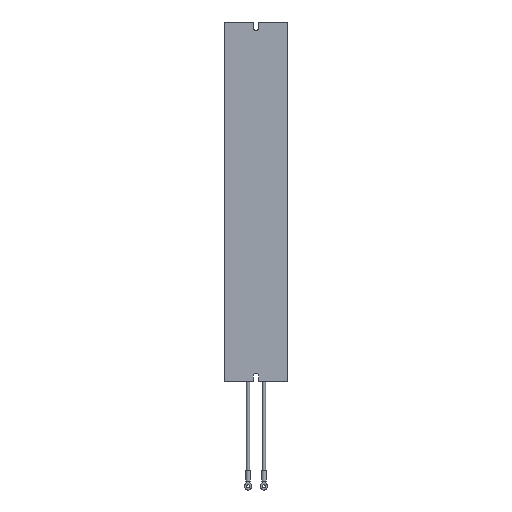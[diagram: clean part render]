
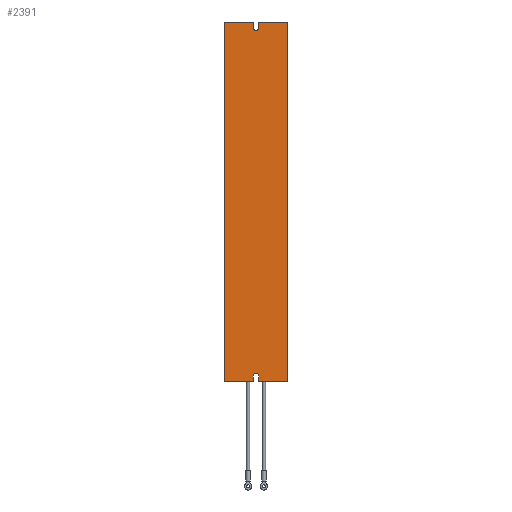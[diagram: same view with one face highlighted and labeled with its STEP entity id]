
A CAD part, front view. The second image highlights one B-rep face of the part: STEP entity #2391.
In plain terms, the highlighted planar face has unit normal (0, -1, 0).
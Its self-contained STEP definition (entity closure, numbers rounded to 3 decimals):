
#134 = LINE ( 'NONE', #1415, #4901 ) ;
#145 = CARTESIAN_POINT ( 'NONE',  ( -2.5, -15., 340. ) ) ;
#194 = CARTESIAN_POINT ( 'NONE',  ( -2.5, -15., 334.5 ) ) ;
#281 = LINE ( 'NONE', #296, #3166 ) ;
#289 = DIRECTION ( 'NONE',  ( 0., -1., 0. ) ) ;
#296 = CARTESIAN_POINT ( 'NONE',  ( -30., -15., 0. ) ) ;
#377 = AXIS2_PLACEMENT_3D ( 'NONE', #1880, #289, #3456 ) ;
#409 = VERTEX_POINT ( 'NONE', #835 ) ;
#456 = VECTOR ( 'NONE', #4509, 1000. ) ;
#481 = VERTEX_POINT ( 'NONE', #194 ) ;
#542 = EDGE_CURVE ( 'NONE', #3334, #792, #804, .T. ) ;
#564 = EDGE_CURVE ( 'NONE', #1735, #481, #134, .T. ) ;
#588 = CARTESIAN_POINT ( 'NONE',  ( 2.5, -15., 5.5 ) ) ;
#636 = ORIENTED_EDGE ( 'NONE', *, *, #1107, .F. ) ;
#649 = EDGE_CURVE ( 'NONE', #409, #1666, #1877, .T. ) ;
#792 = VERTEX_POINT ( 'NONE', #1588 ) ;
#794 = ORIENTED_EDGE ( 'NONE', *, *, #1449, .F. ) ;
#804 = LINE ( 'NONE', #4977, #4228 ) ;
#806 = ORIENTED_EDGE ( 'NONE', *, *, #649, .T. ) ;
#824 = CARTESIAN_POINT ( 'NONE',  ( 0., -15., 334.5 ) ) ;
#835 = CARTESIAN_POINT ( 'NONE',  ( -2.5, -15., 0. ) ) ;
#853 = VERTEX_POINT ( 'NONE', #4876 ) ;
#870 = DIRECTION ( 'NONE',  ( 0., 0., 1. ) ) ;
#954 = LINE ( 'NONE', #1786, #2922 ) ;
#986 = ORIENTED_EDGE ( 'NONE', *, *, #1190, .T. ) ;
#1030 = VERTEX_POINT ( 'NONE', #1484 ) ;
#1035 = CIRCLE ( 'NONE', #1829, 2.5 ) ;
#1061 = DIRECTION ( 'NONE',  ( 0., 1., 0. ) ) ;
#1074 = CARTESIAN_POINT ( 'NONE',  ( 2.5, -15., 0. ) ) ;
#1107 = EDGE_CURVE ( 'NONE', #792, #853, #2077, .T. ) ;
#1109 = DIRECTION ( 'NONE',  ( 1., 0., 0. ) ) ;
#1190 = EDGE_CURVE ( 'NONE', #1930, #1030, #2929, .T. ) ;
#1194 = DIRECTION ( 'NONE',  ( 0., 0., -1. ) ) ;
#1322 = CARTESIAN_POINT ( 'NONE',  ( -2.5, -15., 5.5 ) ) ;
#1342 = EDGE_CURVE ( 'NONE', #4174, #4140, #1390, .T. ) ;
#1390 = LINE ( 'NONE', #4401, #4989 ) ;
#1415 = CARTESIAN_POINT ( 'NONE',  ( -2.5, -15., 345.5 ) ) ;
#1449 = EDGE_CURVE ( 'NONE', #1930, #1735, #4300, .T. ) ;
#1465 = CARTESIAN_POINT ( 'NONE',  ( -30., -15., 340. ) ) ;
#1484 = CARTESIAN_POINT ( 'NONE',  ( -30., -15., 0. ) ) ;
#1571 = EDGE_CURVE ( 'NONE', #3334, #4589, #954, .T. ) ;
#1588 = CARTESIAN_POINT ( 'NONE',  ( 30., -15., 340. ) ) ;
#1594 = DIRECTION ( 'NONE',  ( 0., -1., 0. ) ) ;
#1666 = VERTEX_POINT ( 'NONE', #1322 ) ;
#1671 = VERTEX_POINT ( 'NONE', #2433 ) ;
#1712 = DIRECTION ( 'NONE',  ( 0., 0., -1. ) ) ;
#1726 = DIRECTION ( 'NONE',  ( 0., -1., 0. ) ) ;
#1735 = VERTEX_POINT ( 'NONE', #145 ) ;
#1742 = CARTESIAN_POINT ( 'NONE',  ( -30., -15., 340. ) ) ;
#1761 = ORIENTED_EDGE ( 'NONE', *, *, #1571, .T. ) ;
#1786 = CARTESIAN_POINT ( 'NONE',  ( 2.5, -15., 345.5 ) ) ;
#1829 = AXIS2_PLACEMENT_3D ( 'NONE', #824, #1594, #1194 ) ;
#1846 = DIRECTION ( 'NONE',  ( 0., 0., 1. ) ) ;
#1877 = LINE ( 'NONE', #3839, #3590 ) ;
#1880 = CARTESIAN_POINT ( 'NONE',  ( 0., -15., 5.5 ) ) ;
#1892 = VECTOR ( 'NONE', #2682, 1000. ) ;
#1930 = VERTEX_POINT ( 'NONE', #1465 ) ;
#2077 = LINE ( 'NONE', #2296, #4126 ) ;
#2100 = CARTESIAN_POINT ( 'NONE',  ( 2.5, -15., 334.5 ) ) ;
#2291 = EDGE_LOOP ( 'NONE', ( #1761, #3525, #4397, #2450, #794, #986, #2817, #806, #4272, #2647, #4952, #636, #4384 ) ) ;
#2296 = CARTESIAN_POINT ( 'NONE',  ( 30., -15., 340. ) ) ;
#2391 = ADVANCED_FACE ( 'NONE', ( #2975 ), #3830, .F. ) ;
#2433 = CARTESIAN_POINT ( 'NONE',  ( 0., -15., 332. ) ) ;
#2450 = ORIENTED_EDGE ( 'NONE', *, *, #564, .F. ) ;
#2609 = DIRECTION ( 'NONE',  ( 1., 0., 0. ) ) ;
#2647 = ORIENTED_EDGE ( 'NONE', *, *, #1342, .F. ) ;
#2682 = DIRECTION ( 'NONE',  ( 0., 0., -1. ) ) ;
#2740 = CIRCLE ( 'NONE', #377, 2.5 ) ;
#2817 = ORIENTED_EDGE ( 'NONE', *, *, #4351, .T. ) ;
#2922 = VECTOR ( 'NONE', #3612, 1000. ) ;
#2929 = LINE ( 'NONE', #3514, #1892 ) ;
#2966 = CARTESIAN_POINT ( 'NONE',  ( 2.5, -15., 340. ) ) ;
#2975 = FACE_OUTER_BOUND ( 'NONE', #2291, .T. ) ;
#2986 = VECTOR ( 'NONE', #4704, 1000. ) ;
#3007 = DIRECTION ( 'NONE',  ( 0., 0., -1. ) ) ;
#3011 = EDGE_CURVE ( 'NONE', #1671, #4589, #1035, .T. ) ;
#3060 = AXIS2_PLACEMENT_3D ( 'NONE', #4580, #1061, #1846 ) ;
#3166 = VECTOR ( 'NONE', #1109, 1000. ) ;
#3231 = CIRCLE ( 'NONE', #3263, 2.5 ) ;
#3252 = CARTESIAN_POINT ( 'NONE',  ( 0., -15., 334.5 ) ) ;
#3263 = AXIS2_PLACEMENT_3D ( 'NONE', #3252, #1726, #1712 ) ;
#3334 = VERTEX_POINT ( 'NONE', #2966 ) ;
#3456 = DIRECTION ( 'NONE',  ( 0., 0., -1. ) ) ;
#3514 = CARTESIAN_POINT ( 'NONE',  ( -30., -15., 340. ) ) ;
#3525 = ORIENTED_EDGE ( 'NONE', *, *, #3011, .F. ) ;
#3574 = EDGE_CURVE ( 'NONE', #4174, #853, #281, .T. ) ;
#3590 = VECTOR ( 'NONE', #4239, 1000. ) ;
#3612 = DIRECTION ( 'NONE',  ( 0., 0., -1. ) ) ;
#3830 = PLANE ( 'NONE',  #3060 ) ;
#3834 = EDGE_CURVE ( 'NONE', #481, #1671, #3231, .T. ) ;
#3839 = CARTESIAN_POINT ( 'NONE',  ( -2.5, -15., -5.5 ) ) ;
#4048 = LINE ( 'NONE', #4327, #2986 ) ;
#4126 = VECTOR ( 'NONE', #4313, 1000. ) ;
#4140 = VERTEX_POINT ( 'NONE', #588 ) ;
#4174 = VERTEX_POINT ( 'NONE', #1074 ) ;
#4228 = VECTOR ( 'NONE', #2609, 1000. ) ;
#4239 = DIRECTION ( 'NONE',  ( 0., 0., 1. ) ) ;
#4272 = ORIENTED_EDGE ( 'NONE', *, *, #4801, .F. ) ;
#4300 = LINE ( 'NONE', #1742, #456 ) ;
#4313 = DIRECTION ( 'NONE',  ( 0., 0., -1. ) ) ;
#4327 = CARTESIAN_POINT ( 'NONE',  ( -30., -15., 0. ) ) ;
#4351 = EDGE_CURVE ( 'NONE', #1030, #409, #4048, .T. ) ;
#4384 = ORIENTED_EDGE ( 'NONE', *, *, #542, .F. ) ;
#4397 = ORIENTED_EDGE ( 'NONE', *, *, #3834, .F. ) ;
#4401 = CARTESIAN_POINT ( 'NONE',  ( 2.5, -15., -5.5 ) ) ;
#4509 = DIRECTION ( 'NONE',  ( 1., 0., 0. ) ) ;
#4580 = CARTESIAN_POINT ( 'NONE',  ( -30., -15., 340. ) ) ;
#4589 = VERTEX_POINT ( 'NONE', #2100 ) ;
#4704 = DIRECTION ( 'NONE',  ( 1., 0., 0. ) ) ;
#4801 = EDGE_CURVE ( 'NONE', #4140, #1666, #2740, .T. ) ;
#4876 = CARTESIAN_POINT ( 'NONE',  ( 30., -15., 0. ) ) ;
#4901 = VECTOR ( 'NONE', #3007, 1000. ) ;
#4952 = ORIENTED_EDGE ( 'NONE', *, *, #3574, .T. ) ;
#4977 = CARTESIAN_POINT ( 'NONE',  ( -30., -15., 340. ) ) ;
#4989 = VECTOR ( 'NONE', #870, 1000. ) ;
